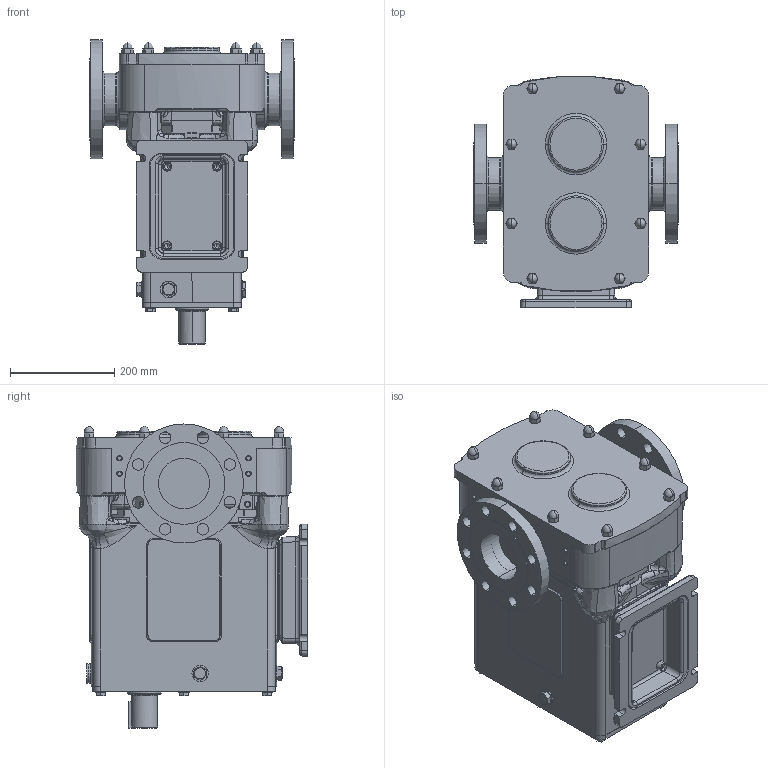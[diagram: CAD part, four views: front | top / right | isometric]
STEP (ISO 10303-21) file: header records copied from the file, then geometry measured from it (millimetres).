
FILE_DESCRIPTION (( 'STEP AP214' ), '1' );
FILE_NAME ('GA3591.STEP', '2024-11-06T20:45:43', ( '' ), ( '' ), 'SwSTEP 2.0', 'SolidWorks 2023', '' );
FILE_SCHEMA (( 'AUTOMOTIVE_DESIGN' ));
Length unit declared in the file: millimetre
Products named in the file (3): Copy of Z94-5301-66 - 4 INCH ASA 150^GA3591; GA3591; Copy of R2200 CPP H TSD^GA3591
Assembly tree (3 placements, depth 2):
  GA3591
    Copy of R2200 CPP H TSD^GA3591
    Copy of Z94-5301-66 - 4 INCH ASA 150^GA3591  x2
Bounding box: 393 x 444.75 x 584.3 mm (x, y, z)
Volume: 40502187.9 mm3; surface area: 1427889.2 mm2
Topology: 4 solids, 4 shells, 1657 faces, 4068 edges, 2433 vertices
Faces by surface type: plane 499, cylinder 441, bspline 352, cone 199, torus 104, sphere 62
Entity records: 64001 total; most frequent: CARTESIAN_POINT 28668, ORIENTED_EDGE 7840, DIRECTION 6861, EDGE_CURVE 3920, AXIS2_PLACEMENT_3D 2732, VERTEX_POINT 2383, EDGE_LOOP 1761, FACE_OUTER_BOUND 1627
